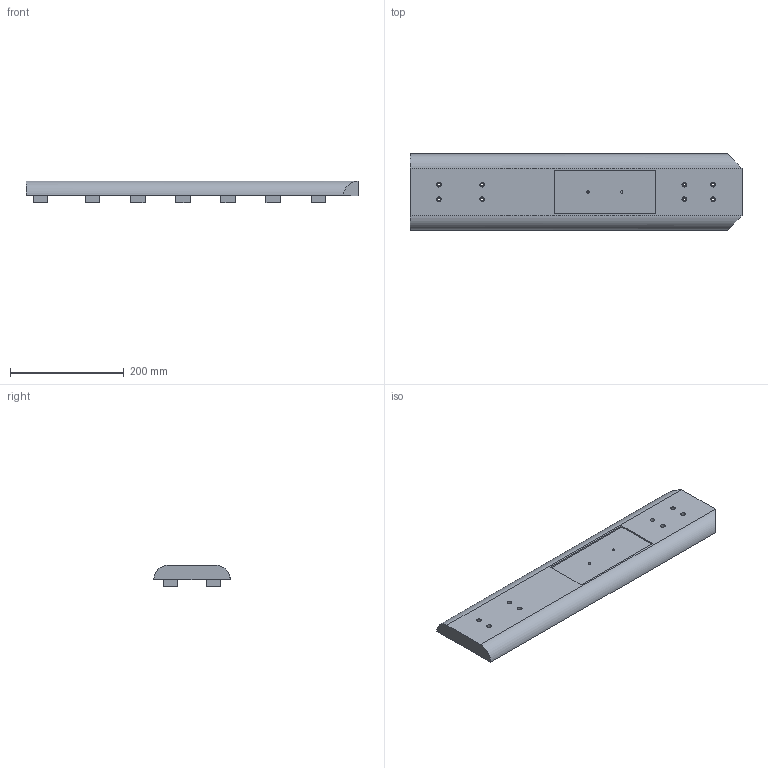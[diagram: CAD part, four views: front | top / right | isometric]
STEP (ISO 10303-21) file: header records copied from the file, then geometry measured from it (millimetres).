
FILE_DESCRIPTION(/* description */ (''),/* implementation_level */ '2;1');
FILE_NAME(/* name */ 'bottom cover_.step',/* time_stamp */ '2024-04-02T23:13:11-05:00',/* author */ (''),/* organization */ (''),/* preprocessor_version */ 'ST-DEVELOPER v20',/* originating_system */ 'Autodesk Translation Framework v12.20.1.177',/* authorisation */ '');
FILE_SCHEMA (('AUTOMOTIVE_DESIGN { 1 0 10303 214 3 1 1 }'));
Length unit declared in the file: inch
Products named in the file (1): bottom cover
Bounding box: 584.2 x 134.3 x 38.1 mm (x, y, z)
Volume: 1891406.1 mm3; surface area: 202682.9 mm2
Topology: 1 solids, 1 shells, 111 faces, 250 edges, 166 vertices
Faces by surface type: plane 91, cylinder 20
Full cylindrical faces by diameter (mm): 4.293 x2, 4.826 x8, 8.001 x8
Entity records: 3135 total; most frequent: CARTESIAN_POINT 528, DIRECTION 514, ORIENTED_EDGE 500, EDGE_CURVE 250, LINE 210, VECTOR 210, VERTEX_POINT 166, EDGE_LOOP 152
